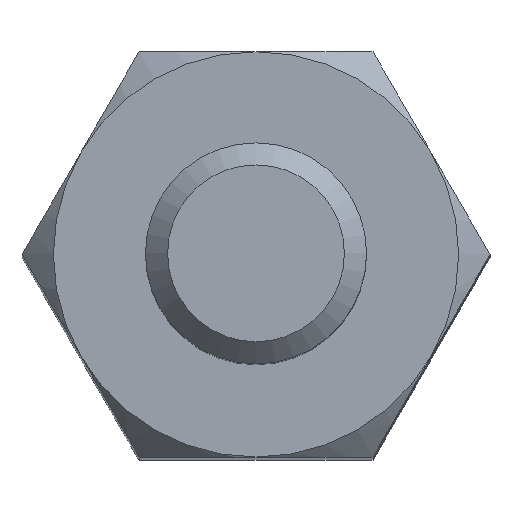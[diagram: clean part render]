
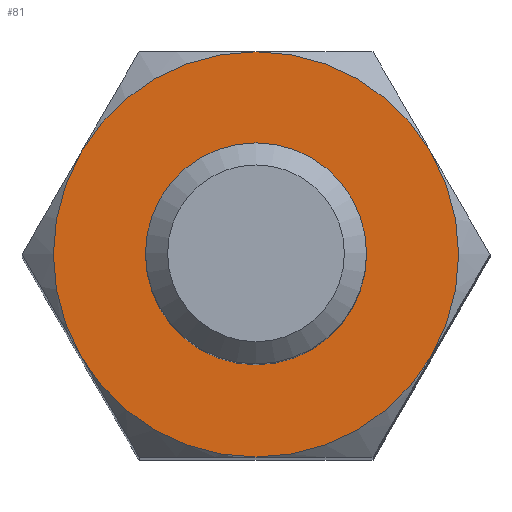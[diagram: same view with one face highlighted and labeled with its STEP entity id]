
A CAD part, top view. The second image highlights one B-rep face of the part: STEP entity #81.
In plain terms, the highlighted planar face has unit normal (0, 0, 1).
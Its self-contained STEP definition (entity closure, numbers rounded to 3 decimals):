
#81 = ADVANCED_FACE( '', ( #181, #182 ), #183, .F. );
#181 = FACE_BOUND( '', #293, .T. );
#182 = FACE_OUTER_BOUND( '', #294, .T. );
#183 = PLANE( '', #295 );
#293 = EDGE_LOOP( '', ( #446 ) );
#294 = EDGE_LOOP( '', ( #447, #448, #449, #450, #451, #452 ) );
#295 = AXIS2_PLACEMENT_3D( '', #453, #454, #455 );
#446 = ORIENTED_EDGE( '', *, *, #609, .T. );
#447 = ORIENTED_EDGE( '', *, *, #630, .T. );
#448 = ORIENTED_EDGE( '', *, *, #631, .T. );
#449 = ORIENTED_EDGE( '', *, *, #628, .T. );
#450 = ORIENTED_EDGE( '', *, *, #632, .T. );
#451 = ORIENTED_EDGE( '', *, *, #633, .T. );
#452 = ORIENTED_EDGE( '', *, *, #634, .T. );
#453 = CARTESIAN_POINT( '', ( 0., 0., 0. ) );
#454 = DIRECTION( '', ( 0., 0., -1. ) );
#455 = DIRECTION( '', ( -1., 0., 0. ) );
#609 = EDGE_CURVE( '', #711, #711, #712, .T. );
#628 = EDGE_CURVE( '', #686, #740, #742, .F. );
#630 = EDGE_CURVE( '', #744, #745, #746, .F. );
#631 = EDGE_CURVE( '', #745, #686, #747, .F. );
#632 = EDGE_CURVE( '', #740, #748, #749, .F. );
#633 = EDGE_CURVE( '', #748, #735, #750, .F. );
#634 = EDGE_CURVE( '', #735, #744, #751, .T. );
#686 = VERTEX_POINT( '', #826 );
#711 = VERTEX_POINT( '', #877 );
#712 = CIRCLE( '', #878, 1.3 );
#735 = VERTEX_POINT( '', #917 );
#740 = VERTEX_POINT( '', #936 );
#742 = CIRCLE( '', #945, 2.75 );
#744 = VERTEX_POINT( '', #947 );
#745 = VERTEX_POINT( '', #948 );
#746 = CIRCLE( '', #949, 2.75 );
#747 = CIRCLE( '', #950, 2.75 );
#748 = VERTEX_POINT( '', #951 );
#749 = CIRCLE( '', #952, 2.75 );
#750 = CIRCLE( '', #953, 2.75 );
#751 = CIRCLE( '', #954, 2.75 );
#826 = CARTESIAN_POINT( '', ( 0., -2.75, 0. ) );
#877 = CARTESIAN_POINT( '', ( -1.3, 0., 0. ) );
#878 = AXIS2_PLACEMENT_3D( '', #1098, #1099, #1100 );
#917 = CARTESIAN_POINT( '', ( 0., 2.75, 0. ) );
#936 = CARTESIAN_POINT( '', ( 2.382, -1.375, 0. ) );
#945 = AXIS2_PLACEMENT_3D( '', #1118, #1119, #1120 );
#947 = CARTESIAN_POINT( '', ( -2.382, 1.375, 0. ) );
#948 = CARTESIAN_POINT( '', ( -2.382, -1.375, 0. ) );
#949 = AXIS2_PLACEMENT_3D( '', #1121, #1122, #1123 );
#950 = AXIS2_PLACEMENT_3D( '', #1124, #1125, #1126 );
#951 = CARTESIAN_POINT( '', ( 2.382, 1.375, 0. ) );
#952 = AXIS2_PLACEMENT_3D( '', #1127, #1128, #1129 );
#953 = AXIS2_PLACEMENT_3D( '', #1130, #1131, #1132 );
#954 = AXIS2_PLACEMENT_3D( '', #1133, #1134, #1135 );
#1098 = CARTESIAN_POINT( '', ( 0., 0., 0. ) );
#1099 = DIRECTION( '', ( 0., 0., -1. ) );
#1100 = DIRECTION( '', ( -1., 0., 0. ) );
#1118 = CARTESIAN_POINT( '', ( 0., 0., 0. ) );
#1119 = DIRECTION( '', ( 0., 0., -1. ) );
#1120 = DIRECTION( '', ( -1., 0., 0. ) );
#1121 = CARTESIAN_POINT( '', ( 0., 0., 0. ) );
#1122 = DIRECTION( '', ( 0., 0., -1. ) );
#1123 = DIRECTION( '', ( -1., 0., 0. ) );
#1124 = CARTESIAN_POINT( '', ( 0., 0., 0. ) );
#1125 = DIRECTION( '', ( 0., 0., -1. ) );
#1126 = DIRECTION( '', ( -1., 0., 0. ) );
#1127 = CARTESIAN_POINT( '', ( 0., 0., 0. ) );
#1128 = DIRECTION( '', ( 0., 0., -1. ) );
#1129 = DIRECTION( '', ( -1., 0., 0. ) );
#1130 = CARTESIAN_POINT( '', ( 0., 0., 0. ) );
#1131 = DIRECTION( '', ( 0., 0., -1. ) );
#1132 = DIRECTION( '', ( -1., 0., 0. ) );
#1133 = CARTESIAN_POINT( '', ( 0., 0., 0. ) );
#1134 = DIRECTION( '', ( 0., 0., 1. ) );
#1135 = DIRECTION( '', ( 1., 0., 0. ) );
